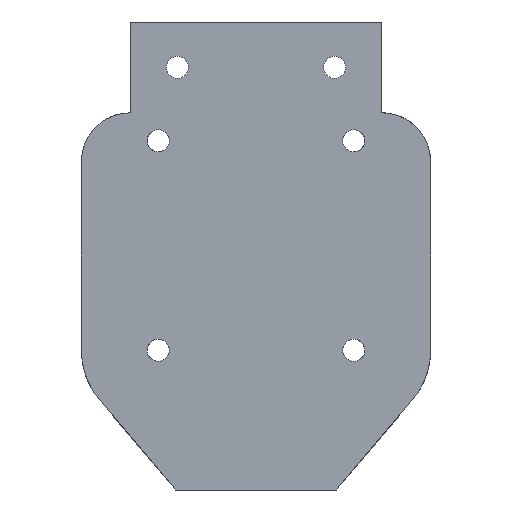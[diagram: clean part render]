
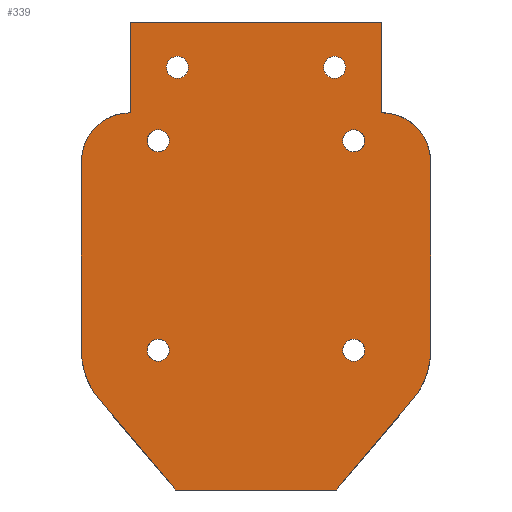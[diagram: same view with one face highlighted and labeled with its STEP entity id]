
A CAD part, front view. The second image highlights one B-rep face of the part: STEP entity #339.
In plain terms, the highlighted planar face has unit normal (0, -1, 0).
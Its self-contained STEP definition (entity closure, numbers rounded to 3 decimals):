
#31 = VERTEX_POINT('',#32);
#32 = CARTESIAN_POINT('',(-50.,-25.,-34.));
#38 = EDGE_CURVE('',#31,#39,#41,.T.);
#39 = VERTEX_POINT('',#40);
#40 = CARTESIAN_POINT('',(-50.,-25.,20.));
#41 = LINE('',#42,#43);
#42 = CARTESIAN_POINT('',(-50.,-25.,-34.));
#43 = VECTOR('',#44,1.);
#44 = DIRECTION('',(0.,0.,1.));
#320 = VERTEX_POINT('',#321);
#321 = CARTESIAN_POINT('',(-36.,-25.,34.));
#327 = EDGE_CURVE('',#320,#39,#328,.T.);
#328 = CIRCLE('',#329,14.);
#329 = AXIS2_PLACEMENT_3D('',#330,#331,#332);
#330 = CARTESIAN_POINT('',(-36.,-25.,20.));
#331 = DIRECTION('',(0.,-1.,0.));
#332 = DIRECTION('',(1.,0.,0.));
#339 = ADVANCED_FACE('',(#340,#425,#436,#447,#458,#469,#480),#491,.T.);
#340 = FACE_BOUND('',#341,.T.);
#341 = EDGE_LOOP('',(#342,#343,#352,#360,#368,#376,#385,#393,#402,#410,
    #418,#424));
#342 = ORIENTED_EDGE('',*,*,#38,.F.);
#343 = ORIENTED_EDGE('',*,*,#344,.T.);
#344 = EDGE_CURVE('',#31,#345,#347,.T.);
#345 = VERTEX_POINT('',#346);
#346 = CARTESIAN_POINT('',(-44.803,-25.,-48.2));
#347 = CIRCLE('',#348,22.);
#348 = AXIS2_PLACEMENT_3D('',#349,#350,#351);
#349 = CARTESIAN_POINT('',(-28.,-25.,-34.));
#350 = DIRECTION('',(0.,-1.,0.));
#351 = DIRECTION('',(1.,0.,0.));
#352 = ORIENTED_EDGE('',*,*,#353,.F.);
#353 = EDGE_CURVE('',#354,#345,#356,.T.);
#354 = VERTEX_POINT('',#355);
#355 = CARTESIAN_POINT('',(-23.,-25.,-74.));
#356 = LINE('',#357,#358);
#357 = CARTESIAN_POINT('',(-23.,-25.,-74.));
#358 = VECTOR('',#359,1.);
#359 = DIRECTION('',(-0.645,0.,0.764));
#360 = ORIENTED_EDGE('',*,*,#361,.F.);
#361 = EDGE_CURVE('',#362,#354,#364,.T.);
#362 = VERTEX_POINT('',#363);
#363 = CARTESIAN_POINT('',(23.,-25.,-74.));
#364 = LINE('',#365,#366);
#365 = CARTESIAN_POINT('',(23.,-25.,-74.));
#366 = VECTOR('',#367,1.);
#367 = DIRECTION('',(-1.,0.,0.));
#368 = ORIENTED_EDGE('',*,*,#369,.F.);
#369 = EDGE_CURVE('',#370,#362,#372,.T.);
#370 = VERTEX_POINT('',#371);
#371 = CARTESIAN_POINT('',(44.803,-25.,-48.2));
#372 = LINE('',#373,#374);
#373 = CARTESIAN_POINT('',(44.803,-25.,-48.2));
#374 = VECTOR('',#375,1.);
#375 = DIRECTION('',(-0.645,0.,-0.764)
  );
#376 = ORIENTED_EDGE('',*,*,#377,.T.);
#377 = EDGE_CURVE('',#370,#378,#380,.T.);
#378 = VERTEX_POINT('',#379);
#379 = CARTESIAN_POINT('',(50.,-25.,-34.));
#380 = CIRCLE('',#381,22.);
#381 = AXIS2_PLACEMENT_3D('',#382,#383,#384);
#382 = CARTESIAN_POINT('',(28.,-25.,-34.));
#383 = DIRECTION('',(0.,-1.,0.));
#384 = DIRECTION('',(1.,0.,0.));
#385 = ORIENTED_EDGE('',*,*,#386,.F.);
#386 = EDGE_CURVE('',#387,#378,#389,.T.);
#387 = VERTEX_POINT('',#388);
#388 = CARTESIAN_POINT('',(50.,-25.,20.));
#389 = LINE('',#390,#391);
#390 = CARTESIAN_POINT('',(50.,-25.,20.));
#391 = VECTOR('',#392,1.);
#392 = DIRECTION('',(0.,0.,-1.));
#393 = ORIENTED_EDGE('',*,*,#394,.T.);
#394 = EDGE_CURVE('',#387,#395,#397,.T.);
#395 = VERTEX_POINT('',#396);
#396 = CARTESIAN_POINT('',(36.,-25.,34.));
#397 = CIRCLE('',#398,14.);
#398 = AXIS2_PLACEMENT_3D('',#399,#400,#401);
#399 = CARTESIAN_POINT('',(36.,-25.,20.));
#400 = DIRECTION('',(0.,-1.,0.));
#401 = DIRECTION('',(1.,0.,0.));
#402 = ORIENTED_EDGE('',*,*,#403,.T.);
#403 = EDGE_CURVE('',#395,#404,#406,.T.);
#404 = VERTEX_POINT('',#405);
#405 = CARTESIAN_POINT('',(36.,-25.,60.));
#406 = LINE('',#407,#408);
#407 = CARTESIAN_POINT('',(36.,-25.,34.));
#408 = VECTOR('',#409,1.);
#409 = DIRECTION('',(0.,0.,1.));
#410 = ORIENTED_EDGE('',*,*,#411,.T.);
#411 = EDGE_CURVE('',#404,#412,#414,.T.);
#412 = VERTEX_POINT('',#413);
#413 = CARTESIAN_POINT('',(-36.,-25.,60.));
#414 = LINE('',#415,#416);
#415 = CARTESIAN_POINT('',(36.,-25.,60.));
#416 = VECTOR('',#417,1.);
#417 = DIRECTION('',(-1.,0.,0.));
#418 = ORIENTED_EDGE('',*,*,#419,.T.);
#419 = EDGE_CURVE('',#412,#320,#420,.T.);
#420 = LINE('',#421,#422);
#421 = CARTESIAN_POINT('',(-36.,-25.,60.));
#422 = VECTOR('',#423,1.);
#423 = DIRECTION('',(0.,0.,-1.));
#424 = ORIENTED_EDGE('',*,*,#327,.T.);
#425 = FACE_BOUND('',#426,.T.);
#426 = EDGE_LOOP('',(#427));
#427 = ORIENTED_EDGE('',*,*,#428,.F.);
#428 = EDGE_CURVE('',#429,#429,#431,.T.);
#429 = VERTEX_POINT('',#430);
#430 = CARTESIAN_POINT('',(31.15,-25.,-34.));
#431 = CIRCLE('',#432,3.15);
#432 = AXIS2_PLACEMENT_3D('',#433,#434,#435);
#433 = CARTESIAN_POINT('',(28.,-25.,-34.));
#434 = DIRECTION('',(0.,-1.,0.));
#435 = DIRECTION('',(1.,0.,0.));
#436 = FACE_BOUND('',#437,.T.);
#437 = EDGE_LOOP('',(#438));
#438 = ORIENTED_EDGE('',*,*,#439,.F.);
#439 = EDGE_CURVE('',#440,#440,#442,.T.);
#440 = VERTEX_POINT('',#441);
#441 = CARTESIAN_POINT('',(-24.85,-25.,-34.));
#442 = CIRCLE('',#443,3.15);
#443 = AXIS2_PLACEMENT_3D('',#444,#445,#446);
#444 = CARTESIAN_POINT('',(-28.,-25.,-34.));
#445 = DIRECTION('',(0.,-1.,0.));
#446 = DIRECTION('',(1.,0.,0.));
#447 = FACE_BOUND('',#448,.T.);
#448 = EDGE_LOOP('',(#449));
#449 = ORIENTED_EDGE('',*,*,#450,.F.);
#450 = EDGE_CURVE('',#451,#451,#453,.T.);
#451 = VERTEX_POINT('',#452);
#452 = CARTESIAN_POINT('',(31.15,-25.,26.));
#453 = CIRCLE('',#454,3.15);
#454 = AXIS2_PLACEMENT_3D('',#455,#456,#457);
#455 = CARTESIAN_POINT('',(28.,-25.,26.));
#456 = DIRECTION('',(0.,-1.,0.));
#457 = DIRECTION('',(1.,0.,0.));
#458 = FACE_BOUND('',#459,.T.);
#459 = EDGE_LOOP('',(#460));
#460 = ORIENTED_EDGE('',*,*,#461,.F.);
#461 = EDGE_CURVE('',#462,#462,#464,.T.);
#462 = VERTEX_POINT('',#463);
#463 = CARTESIAN_POINT('',(-24.85,-25.,26.));
#464 = CIRCLE('',#465,3.15);
#465 = AXIS2_PLACEMENT_3D('',#466,#467,#468);
#466 = CARTESIAN_POINT('',(-28.,-25.,26.));
#467 = DIRECTION('',(0.,-1.,0.));
#468 = DIRECTION('',(1.,0.,0.));
#469 = FACE_BOUND('',#470,.T.);
#470 = EDGE_LOOP('',(#471));
#471 = ORIENTED_EDGE('',*,*,#472,.F.);
#472 = EDGE_CURVE('',#473,#473,#475,.T.);
#473 = VERTEX_POINT('',#474);
#474 = CARTESIAN_POINT('',(25.65,-25.,47.));
#475 = CIRCLE('',#476,3.15);
#476 = AXIS2_PLACEMENT_3D('',#477,#478,#479);
#477 = CARTESIAN_POINT('',(22.5,-25.,47.));
#478 = DIRECTION('',(0.,-1.,0.));
#479 = DIRECTION('',(1.,0.,0.));
#480 = FACE_BOUND('',#481,.T.);
#481 = EDGE_LOOP('',(#482));
#482 = ORIENTED_EDGE('',*,*,#483,.F.);
#483 = EDGE_CURVE('',#484,#484,#486,.T.);
#484 = VERTEX_POINT('',#485);
#485 = CARTESIAN_POINT('',(-19.35,-25.,47.));
#486 = CIRCLE('',#487,3.15);
#487 = AXIS2_PLACEMENT_3D('',#488,#489,#490);
#488 = CARTESIAN_POINT('',(-22.5,-25.,47.));
#489 = DIRECTION('',(0.,-1.,0.));
#490 = DIRECTION('',(1.,0.,0.));
#491 = PLANE('',#492);
#492 = AXIS2_PLACEMENT_3D('',#493,#494,#495);
#493 = CARTESIAN_POINT('',(0.,-25.,-3.692));
#494 = DIRECTION('',(0.,-1.,0.));
#495 = DIRECTION('',(0.,0.,1.));
